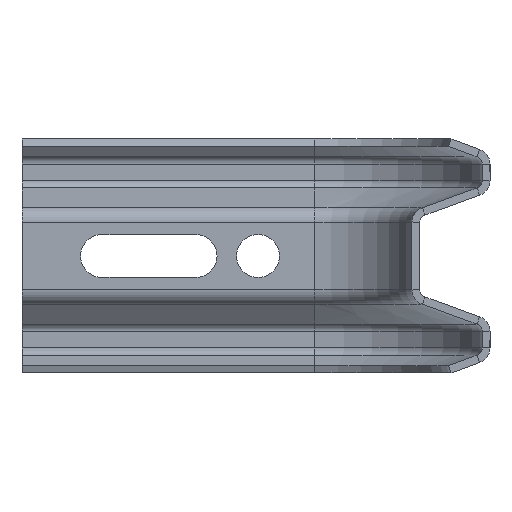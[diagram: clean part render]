
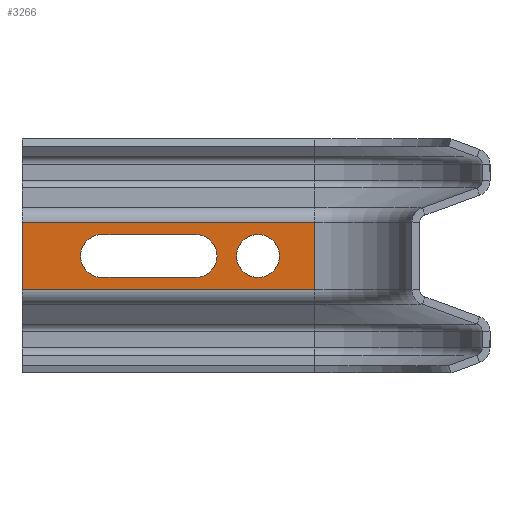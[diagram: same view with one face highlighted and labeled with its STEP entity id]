
A CAD part, left-side view. The second image highlights one B-rep face of the part: STEP entity #3266.
In plain terms, the highlighted planar face has unit normal (-1, 0, 0).
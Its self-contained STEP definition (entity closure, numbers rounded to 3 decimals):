
#36 = ORIENTED_EDGE ( 'NONE', *, *, #2573, .F. ) ;
#51 = VERTEX_POINT ( 'NONE', #838 ) ;
#114 = VERTEX_POINT ( 'NONE', #2372 ) ;
#136 = LINE ( 'NONE', #693, #1013 ) ;
#182 = AXIS2_PLACEMENT_3D ( 'NONE', #1224, #2071, #2667 ) ;
#346 = CARTESIAN_POINT ( 'NONE',  ( 125., 79.5, 0. ) ) ;
#359 = ORIENTED_EDGE ( 'NONE', *, *, #681, .F. ) ;
#370 = DIRECTION ( 'NONE',  ( -1., 0., 0. ) ) ;
#396 = CARTESIAN_POINT ( 'NONE',  ( 125., 25., -8.6 ) ) ;
#452 = LINE ( 'NONE', #2689, #3096 ) ;
#475 = VERTEX_POINT ( 'NONE', #3269 ) ;
#660 = ORIENTED_EDGE ( 'NONE', *, *, #1585, .F. ) ;
#672 = DIRECTION ( 'NONE',  ( -1., 0., 0. ) ) ;
#681 = EDGE_CURVE ( 'NONE', #1590, #3290, #1934, .T. ) ;
#693 = CARTESIAN_POINT ( 'NONE',  ( 125., 55.5, -5.5 ) ) ;
#773 = EDGE_CURVE ( 'NONE', #51, #2870, #136, .T. ) ;
#789 = DIRECTION ( 'NONE',  ( 0., 0., -1. ) ) ;
#834 = DIRECTION ( 'NONE',  ( -1., 0., 0. ) ) ;
#838 = CARTESIAN_POINT ( 'NONE',  ( 125., 79.5, -5.5 ) ) ;
#844 = VECTOR ( 'NONE', #3045, 1000. ) ;
#889 = ORIENTED_EDGE ( 'NONE', *, *, #1241, .F. ) ;
#897 = EDGE_LOOP ( 'NONE', ( #889 ) ) ;
#918 = FACE_BOUND ( 'NONE', #1697, .T. ) ;
#943 = CIRCLE ( 'NONE', #3526, 5.5 ) ;
#1000 = DIRECTION ( 'NONE',  ( 0., 1., 0. ) ) ;
#1013 = VECTOR ( 'NONE', #1807, 1000. ) ;
#1048 = CARTESIAN_POINT ( 'NONE',  ( 125., 55.5, 5.5 ) ) ;
#1074 = EDGE_CURVE ( 'NONE', #2870, #3150, #943, .T. ) ;
#1113 = LINE ( 'NONE', #1717, #2679 ) ;
#1175 = AXIS2_PLACEMENT_3D ( 'NONE', #2098, #370, #2351 ) ;
#1224 = CARTESIAN_POINT ( 'NONE',  ( 125., 25., -10. ) ) ;
#1241 = EDGE_CURVE ( 'NONE', #114, #114, #1345, .T. ) ;
#1321 = CARTESIAN_POINT ( 'NONE',  ( 125., 100., -8.6 ) ) ;
#1345 = CIRCLE ( 'NONE', #1175, 5.5 ) ;
#1546 = FACE_OUTER_BOUND ( 'NONE', #3523, .T. ) ;
#1554 = CARTESIAN_POINT ( 'NONE',  ( 125., 79.5, 5.5 ) ) ;
#1585 = EDGE_CURVE ( 'NONE', #1809, #51, #2670, .T. ) ;
#1590 = VERTEX_POINT ( 'NONE', #3166 ) ;
#1646 = CARTESIAN_POINT ( 'NONE',  ( 125., 55.5, 0. ) ) ;
#1697 = EDGE_LOOP ( 'NONE', ( #3116, #2095, #2156, #660 ) ) ;
#1717 = CARTESIAN_POINT ( 'NONE',  ( 125., 100., -10. ) ) ;
#1726 = VERTEX_POINT ( 'NONE', #1321 ) ;
#1807 = DIRECTION ( 'NONE',  ( 0., -1., 0. ) ) ;
#1809 = VERTEX_POINT ( 'NONE', #1554 ) ;
#1900 = CARTESIAN_POINT ( 'NONE',  ( 125., 25., 8.6 ) ) ;
#1934 = LINE ( 'NONE', #2574, #844 ) ;
#2048 = VECTOR ( 'NONE', #2398, 1000. ) ;
#2071 = DIRECTION ( 'NONE',  ( 1., 0., 0. ) ) ;
#2095 = ORIENTED_EDGE ( 'NONE', *, *, #1074, .F. ) ;
#2098 = CARTESIAN_POINT ( 'NONE',  ( 125., 39.5, 0. ) ) ;
#2156 = ORIENTED_EDGE ( 'NONE', *, *, #773, .F. ) ;
#2284 = EDGE_CURVE ( 'NONE', #475, #1726, #1113, .T. ) ;
#2351 = DIRECTION ( 'NONE',  ( 0., 0., 1. ) ) ;
#2372 = CARTESIAN_POINT ( 'NONE',  ( 125., 39.5, 5.5 ) ) ;
#2378 = PLANE ( 'NONE',  #182 ) ;
#2398 = DIRECTION ( 'NONE',  ( 0., 1., 0. ) ) ;
#2406 = LINE ( 'NONE', #2956, #3239 ) ;
#2525 = EDGE_CURVE ( 'NONE', #1590, #475, #3544, .T. ) ;
#2573 = EDGE_CURVE ( 'NONE', #3290, #1726, #452, .T. ) ;
#2574 = CARTESIAN_POINT ( 'NONE',  ( 125., 25., 0. ) ) ;
#2614 = FACE_BOUND ( 'NONE', #897, .T. ) ;
#2667 = DIRECTION ( 'NONE',  ( 0., 0., -1. ) ) ;
#2670 = CIRCLE ( 'NONE', #2959, 5.5 ) ;
#2679 = VECTOR ( 'NONE', #789, 1000. ) ;
#2689 = CARTESIAN_POINT ( 'NONE',  ( 125., 25., -8.6 ) ) ;
#2870 = VERTEX_POINT ( 'NONE', #3262 ) ;
#2941 = DIRECTION ( 'NONE',  ( 0., 1., 0. ) ) ;
#2956 = CARTESIAN_POINT ( 'NONE',  ( 125., 55.5, 5.5 ) ) ;
#2959 = AXIS2_PLACEMENT_3D ( 'NONE', #346, #672, #3151 ) ;
#3045 = DIRECTION ( 'NONE',  ( 0., 0., -1. ) ) ;
#3096 = VECTOR ( 'NONE', #2941, 1000. ) ;
#3116 = ORIENTED_EDGE ( 'NONE', *, *, #3404, .F. ) ;
#3135 = ORIENTED_EDGE ( 'NONE', *, *, #2525, .T. ) ;
#3150 = VERTEX_POINT ( 'NONE', #1048 ) ;
#3151 = DIRECTION ( 'NONE',  ( 0., 0., 1. ) ) ;
#3166 = CARTESIAN_POINT ( 'NONE',  ( 125., 25., 8.6 ) ) ;
#3176 = ORIENTED_EDGE ( 'NONE', *, *, #2284, .T. ) ;
#3239 = VECTOR ( 'NONE', #1000, 1000. ) ;
#3262 = CARTESIAN_POINT ( 'NONE',  ( 125., 55.5, -5.5 ) ) ;
#3266 = ADVANCED_FACE ( 'NONE', ( #2614, #918, #1546 ), #2378, .F. ) ;
#3269 = CARTESIAN_POINT ( 'NONE',  ( 125., 100., 8.6 ) ) ;
#3290 = VERTEX_POINT ( 'NONE', #396 ) ;
#3404 = EDGE_CURVE ( 'NONE', #3150, #1809, #2406, .T. ) ;
#3523 = EDGE_LOOP ( 'NONE', ( #36, #359, #3135, #3176 ) ) ;
#3526 = AXIS2_PLACEMENT_3D ( 'NONE', #1646, #834, #3584 ) ;
#3544 = LINE ( 'NONE', #1900, #2048 ) ;
#3584 = DIRECTION ( 'NONE',  ( 0., 0., 1. ) ) ;
